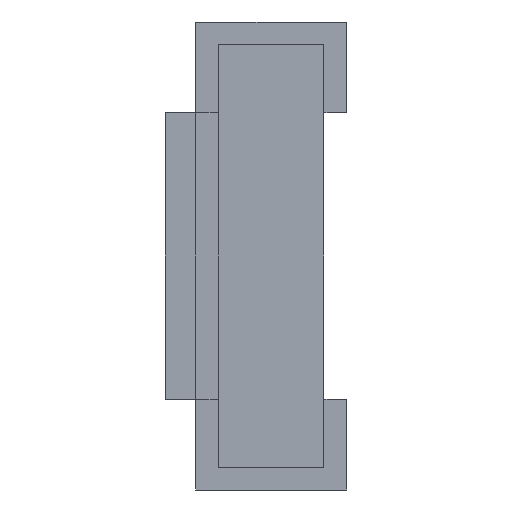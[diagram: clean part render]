
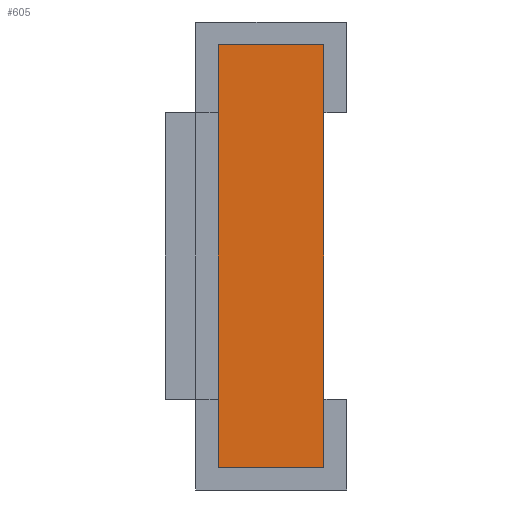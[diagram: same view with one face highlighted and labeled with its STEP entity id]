
A CAD part, left-side view. The second image highlights one B-rep face of the part: STEP entity #605.
In plain terms, the highlighted planar face has unit normal (-1, 0, 0).
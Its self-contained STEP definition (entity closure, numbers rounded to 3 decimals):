
#66 = LINE ( 'NONE', #4273, #1338 ) ;
#257 = AXIS2_PLACEMENT_3D ( 'NONE', #3704, #4834, #3633 ) ;
#294 = CARTESIAN_POINT ( 'NONE',  ( -1.6, 0.075, -0.7 ) ) ;
#323 = DIRECTION ( 'NONE',  ( 0., 0., -1. ) ) ;
#605 = ADVANCED_FACE ( 'NONE', ( #3679 ), #3294, .F. ) ;
#651 = CARTESIAN_POINT ( 'NONE',  ( -1.6, 0.425, 0.7 ) ) ;
#688 = VERTEX_POINT ( 'NONE', #970 ) ;
#806 = ORIENTED_EDGE ( 'NONE', *, *, #937, .F. ) ;
#937 = EDGE_CURVE ( 'NONE', #4096, #688, #3344, .T. ) ;
#941 = ORIENTED_EDGE ( 'NONE', *, *, #2914, .F. ) ;
#970 = CARTESIAN_POINT ( 'NONE',  ( -1.6, 0.425, -0.7 ) ) ;
#1004 = VECTOR ( 'NONE', #323, 1000. ) ;
#1096 = VERTEX_POINT ( 'NONE', #651 ) ;
#1187 = ORIENTED_EDGE ( 'NONE', *, *, #1621, .F. ) ;
#1225 = ORIENTED_EDGE ( 'NONE', *, *, #4247, .F. ) ;
#1338 = VECTOR ( 'NONE', #3418, 1000. ) ;
#1386 = DIRECTION ( 'NONE',  ( 0., 1., 0. ) ) ;
#1445 = CARTESIAN_POINT ( 'NONE',  ( -1.6, 0.075, 0.7 ) ) ;
#1468 = VERTEX_POINT ( 'NONE', #4259 ) ;
#1621 = EDGE_CURVE ( 'NONE', #1468, #4096, #2278, .T. ) ;
#1709 = CARTESIAN_POINT ( 'NONE',  ( -1.6, 0.425, -0.7 ) ) ;
#1737 = LINE ( 'NONE', #1709, #4380 ) ;
#2278 = LINE ( 'NONE', #1445, #1004 ) ;
#2304 = CARTESIAN_POINT ( 'NONE',  ( -1.6, 0.075, -0.7 ) ) ;
#2914 = EDGE_CURVE ( 'NONE', #688, #1096, #1737, .T. ) ;
#3177 = VECTOR ( 'NONE', #1386, 1000. ) ;
#3214 = DIRECTION ( 'NONE',  ( 0., 0., 1. ) ) ;
#3238 = EDGE_LOOP ( 'NONE', ( #1225, #941, #806, #1187 ) ) ;
#3294 = PLANE ( 'NONE',  #257 ) ;
#3344 = LINE ( 'NONE', #294, #3177 ) ;
#3418 = DIRECTION ( 'NONE',  ( 0., -1., 0. ) ) ;
#3633 = DIRECTION ( 'NONE',  ( 0., 0., -1. ) ) ;
#3679 = FACE_OUTER_BOUND ( 'NONE', #3238, .T. ) ;
#3704 = CARTESIAN_POINT ( 'NONE',  ( -1.6, 0., 0. ) ) ;
#4096 = VERTEX_POINT ( 'NONE', #2304 ) ;
#4247 = EDGE_CURVE ( 'NONE', #1096, #1468, #66, .T. ) ;
#4259 = CARTESIAN_POINT ( 'NONE',  ( -1.6, 0.075, 0.7 ) ) ;
#4273 = CARTESIAN_POINT ( 'NONE',  ( -1.6, 0.425, 0.7 ) ) ;
#4380 = VECTOR ( 'NONE', #3214, 1000. ) ;
#4834 = DIRECTION ( 'NONE',  ( 1., 0., 0. ) ) ;
